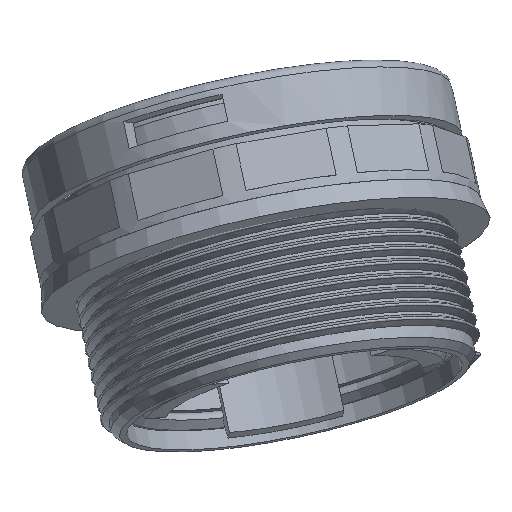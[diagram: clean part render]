
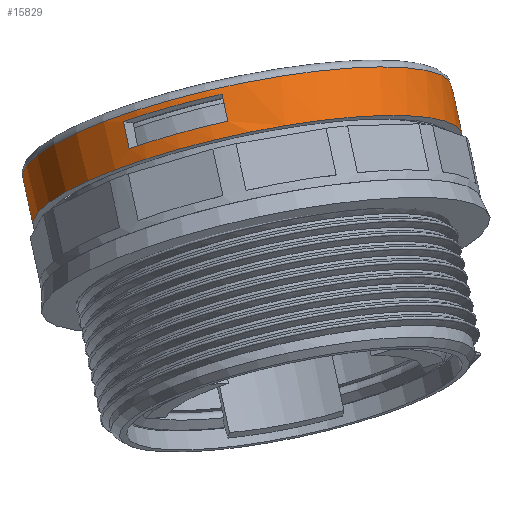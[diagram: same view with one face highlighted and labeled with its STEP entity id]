
A CAD part, isometric view. The second image highlights one B-rep face of the part: STEP entity #15829.
In plain terms, the highlighted cylindrical face has radius 22.5 mm (diameter 45 mm), a full revolution.
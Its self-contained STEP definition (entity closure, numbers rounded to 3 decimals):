
#126=CYLINDRICAL_SURFACE('',#16513,22.5);
#210=CIRCLE('',#16471,22.5);
#212=CIRCLE('',#16475,22.5);
#214=CIRCLE('',#16479,22.5);
#216=CIRCLE('',#16483,22.5);
#218=CIRCLE('',#16487,22.5);
#220=CIRCLE('',#16491,22.5);
#229=CIRCLE('',#16508,22.5);
#231=CIRCLE('',#16511,22.5);
#469=FACE_BOUND('',#2553,.T.);
#470=FACE_BOUND('',#2554,.T.);
#471=FACE_BOUND('',#2555,.T.);
#472=FACE_BOUND('',#2556,.T.);
#1588=FACE_OUTER_BOUND('',#2552,.T.);
#2552=EDGE_LOOP('',(#13921));
#2553=EDGE_LOOP('',(#13922));
#2554=EDGE_LOOP('',(#13923,#13924,#13925,#13926));
#2555=EDGE_LOOP('',(#13927,#13928,#13929,#13930));
#2556=EDGE_LOOP('',(#13931,#13932,#13933,#13934));
#3930=LINE('',#28984,#5294);
#3934=LINE('',#28996,#5298);
#3938=LINE('',#29008,#5302);
#3942=LINE('',#29020,#5306);
#3946=LINE('',#29032,#5310);
#3950=LINE('',#29044,#5314);
#5294=VECTOR('',#18851,10.);
#5298=VECTOR('',#18863,10.);
#5302=VECTOR('',#18875,10.);
#5306=VECTOR('',#18887,10.);
#5310=VECTOR('',#18899,10.);
#5314=VECTOR('',#18911,10.);
#7462=VERTEX_POINT('',#28981);
#7463=VERTEX_POINT('',#28983);
#7465=VERTEX_POINT('',#28989);
#7467=VERTEX_POINT('',#28995);
#7470=VERTEX_POINT('',#29005);
#7471=VERTEX_POINT('',#29007);
#7473=VERTEX_POINT('',#29013);
#7475=VERTEX_POINT('',#29019);
#7478=VERTEX_POINT('',#29029);
#7479=VERTEX_POINT('',#29031);
#7481=VERTEX_POINT('',#29037);
#7483=VERTEX_POINT('',#29043);
#7492=VERTEX_POINT('',#29073);
#7494=VERTEX_POINT('',#29078);
#9653=EDGE_CURVE('',#7463,#7462,#3930,.T.);
#9656=EDGE_CURVE('',#7465,#7463,#210,.T.);
#9659=EDGE_CURVE('',#7467,#7465,#3934,.T.);
#9662=EDGE_CURVE('',#7462,#7467,#212,.T.);
#9665=EDGE_CURVE('',#7471,#7470,#3938,.T.);
#9668=EDGE_CURVE('',#7473,#7471,#214,.T.);
#9671=EDGE_CURVE('',#7475,#7473,#3942,.T.);
#9674=EDGE_CURVE('',#7470,#7475,#216,.T.);
#9677=EDGE_CURVE('',#7479,#7478,#3946,.T.);
#9680=EDGE_CURVE('',#7481,#7479,#218,.T.);
#9683=EDGE_CURVE('',#7483,#7481,#3950,.T.);
#9686=EDGE_CURVE('',#7478,#7483,#220,.T.);
#9695=EDGE_CURVE('',#7492,#7492,#229,.F.);
#9697=EDGE_CURVE('',#7494,#7494,#231,.T.);
#13921=ORIENTED_EDGE('',*,*,#9695,.T.);
#13922=ORIENTED_EDGE('',*,*,#9697,.F.);
#13923=ORIENTED_EDGE('',*,*,#9659,.T.);
#13924=ORIENTED_EDGE('',*,*,#9656,.T.);
#13925=ORIENTED_EDGE('',*,*,#9653,.T.);
#13926=ORIENTED_EDGE('',*,*,#9662,.T.);
#13927=ORIENTED_EDGE('',*,*,#9671,.T.);
#13928=ORIENTED_EDGE('',*,*,#9668,.T.);
#13929=ORIENTED_EDGE('',*,*,#9665,.T.);
#13930=ORIENTED_EDGE('',*,*,#9674,.T.);
#13931=ORIENTED_EDGE('',*,*,#9683,.T.);
#13932=ORIENTED_EDGE('',*,*,#9680,.T.);
#13933=ORIENTED_EDGE('',*,*,#9677,.T.);
#13934=ORIENTED_EDGE('',*,*,#9686,.T.);
#15829=ADVANCED_FACE('',(#1588,#469,#470,#471,#472),#126,.T.);
#16471=AXIS2_PLACEMENT_3D('',#28990,#18857,#18858);
#16475=AXIS2_PLACEMENT_3D('',#29000,#18869,#18870);
#16479=AXIS2_PLACEMENT_3D('',#29014,#18881,#18882);
#16483=AXIS2_PLACEMENT_3D('',#29024,#18893,#18894);
#16487=AXIS2_PLACEMENT_3D('',#29038,#18905,#18906);
#16491=AXIS2_PLACEMENT_3D('',#29048,#18917,#18918);
#16508=AXIS2_PLACEMENT_3D('',#29074,#18951,#18952);
#16511=AXIS2_PLACEMENT_3D('',#29079,#18957,#18958);
#16513=AXIS2_PLACEMENT_3D('',#29081,#18961,#18962);
#18851=DIRECTION('',(0.,1.,0.));
#18857=DIRECTION('center_axis',(0.,-1.,0.));
#18858=DIRECTION('ref_axis',(-1.,0.,0.));
#18863=DIRECTION('',(0.,-1.,0.));
#18869=DIRECTION('center_axis',(0.,1.,0.));
#18870=DIRECTION('ref_axis',(-1.,0.,0.));
#18875=DIRECTION('',(0.,1.,0.));
#18881=DIRECTION('center_axis',(0.,-1.,0.));
#18882=DIRECTION('ref_axis',(-1.,0.,0.));
#18887=DIRECTION('',(0.,-1.,0.));
#18893=DIRECTION('center_axis',(0.,1.,0.));
#18894=DIRECTION('ref_axis',(-1.,0.,0.));
#18899=DIRECTION('',(0.,1.,0.));
#18905=DIRECTION('center_axis',(0.,-1.,0.));
#18906=DIRECTION('ref_axis',(-1.,0.,0.));
#18911=DIRECTION('',(0.,-1.,0.));
#18917=DIRECTION('center_axis',(0.,1.,0.));
#18918=DIRECTION('ref_axis',(-1.,0.,0.));
#18951=DIRECTION('center_axis',(0.,-1.,0.));
#18952=DIRECTION('ref_axis',(-1.,0.,0.));
#18957=DIRECTION('center_axis',(0.,1.,0.));
#18958=DIRECTION('ref_axis',(1.,0.,0.));
#18961=DIRECTION('center_axis',(0.,1.,0.));
#18962=DIRECTION('ref_axis',(-1.,0.,0.));
#28981=CARTESIAN_POINT('',(15.63,3.6,-16.185));
#28983=CARTESIAN_POINT('',(15.63,0.7,-16.185));
#28984=CARTESIAN_POINT('',(15.63,3.,-16.185));
#28989=CARTESIAN_POINT('',(6.202,0.7,-21.628));
#28990=CARTESIAN_POINT('Origin',(0.,0.7,0.));
#28995=CARTESIAN_POINT('',(6.202,3.6,-21.628));
#28996=CARTESIAN_POINT('',(6.202,3.,-21.628));
#29000=CARTESIAN_POINT('Origin',(0.,3.6,0.));
#29005=CARTESIAN_POINT('',(6.202,3.6,21.628));
#29007=CARTESIAN_POINT('',(6.202,0.7,21.628));
#29008=CARTESIAN_POINT('',(6.202,3.,21.628));
#29013=CARTESIAN_POINT('',(15.63,0.7,16.185));
#29014=CARTESIAN_POINT('Origin',(0.,0.7,0.));
#29019=CARTESIAN_POINT('',(15.63,3.6,16.185));
#29020=CARTESIAN_POINT('',(15.63,3.,16.185));
#29024=CARTESIAN_POINT('Origin',(0.,3.6,0.));
#29029=CARTESIAN_POINT('',(-21.832,3.6,-5.443));
#29031=CARTESIAN_POINT('',(-21.832,0.7,-5.443));
#29032=CARTESIAN_POINT('',(-21.832,3.,-5.443));
#29037=CARTESIAN_POINT('',(-21.832,0.7,5.443));
#29038=CARTESIAN_POINT('Origin',(0.,0.7,0.));
#29043=CARTESIAN_POINT('',(-21.832,3.6,5.443));
#29044=CARTESIAN_POINT('',(-21.832,3.,5.443));
#29048=CARTESIAN_POINT('Origin',(0.,3.6,0.));
#29073=CARTESIAN_POINT('',(1.961,-0.9,22.414));
#29074=CARTESIAN_POINT('Origin',(0.,-0.9,0.));
#29078=CARTESIAN_POINT('',(-22.5,4.3,0.));
#29079=CARTESIAN_POINT('Origin',(0.,4.3,0.));
#29081=CARTESIAN_POINT('Origin',(0.,3.,0.));
